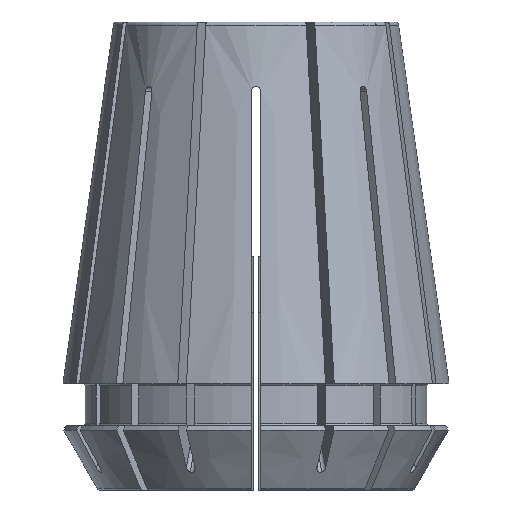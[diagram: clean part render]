
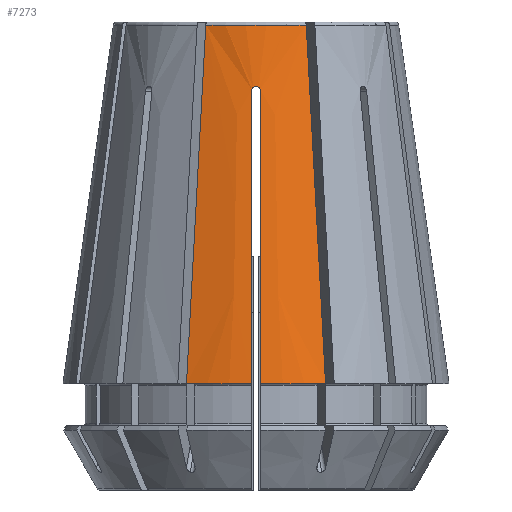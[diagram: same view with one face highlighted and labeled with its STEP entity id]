
A CAD part, front view. The second image highlights one B-rep face of the part: STEP entity #7273.
In plain terms, the highlighted conical face has half-angle 8 degrees and reference radius 16.5 mm.
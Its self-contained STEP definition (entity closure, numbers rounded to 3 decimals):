
#3023=CARTESIAN_POINT('',(-5.943,-15.393,9.1));
#3024=VERTEX_POINT('',#3023);
#3031=CARTESIAN_POINT('',(-4.294,-11.412,39.742));
#3032=VERTEX_POINT('',#3031);
#3033=CARTESIAN_POINT('',(-4.294,-11.412,39.742));
#3034=CARTESIAN_POINT('',(-4.674,-12.33,32.675));
#3035=CARTESIAN_POINT('',(-5.055,-13.248,25.609));
#3036=CARTESIAN_POINT('',(-5.435,-14.166,18.543));
#3037=CARTESIAN_POINT('',(-5.604,-14.575,15.395));
#3038=CARTESIAN_POINT('',(-5.774,-14.984,12.248));
#3039=CARTESIAN_POINT('',(-5.943,-15.393,9.1));
#3040=B_SPLINE_CURVE_WITH_KNOTS('',3,(#3033,#3034,#3035,#3036,#3037,#3038,#3039),.UNSPECIFIED.,.F.,.F.,(4,3,4),(0.,0.021,0.031),.UNSPECIFIED.);
#3041=EDGE_CURVE('',#3032,#3024,#3040,.T.);
#4355=CARTESIAN_POINT('',(-0.4,-16.495,9.1));
#4356=VERTEX_POINT('',#4355);
#4357=CARTESIAN_POINT('',(-0.,0.,9.1));
#4358=DIRECTION('',(-0.,0.,1.));
#4359=DIRECTION('',(1.,0.,0.));
#4360=AXIS2_PLACEMENT_3D('',#4357,#4358,#4359);
#4361=CIRCLE('',#4360,16.5);
#4362=EDGE_CURVE('',#3024,#4356,#4361,.T.);
#5240=CARTESIAN_POINT('',(4.294,-11.412,39.742));
#5241=VERTEX_POINT('',#5240);
#5242=CARTESIAN_POINT('',(-0.,0.,39.742));
#5243=DIRECTION('',(-0.,0.,1.));
#5244=DIRECTION('',(1.,0.,0.));
#5245=AXIS2_PLACEMENT_3D('',#5242,#5243,#5244);
#5246=CIRCLE('',#5245,12.194);
#5247=EDGE_CURVE('',#3032,#5241,#5246,.T.);
#7210=CARTESIAN_POINT('',(-0.,0.,9.1));
#7211=DIRECTION('',(0.,0.,-1.));
#7212=DIRECTION('',(-1.,0.,-0.));
#7213=AXIS2_PLACEMENT_3D('',#7210,#7211,#7212);
#7214=CONICAL_SURFACE('',#7213,16.5,8.);
#7215=ORIENTED_EDGE('',*,*,#5247,.F.);
#7216=ORIENTED_EDGE('',*,*,#3041,.T.);
#7217=ORIENTED_EDGE('',*,*,#4362,.T.);
#7218=CARTESIAN_POINT('',(-0.4,-12.98,34.1));
#7219=VERTEX_POINT('',#7218);
#7220=CARTESIAN_POINT('',(-0.4,-12.98,34.1));
#7221=CARTESIAN_POINT('',(-0.4,-13.108,33.192));
#7222=CARTESIAN_POINT('',(-0.4,-13.236,32.284));
#7223=CARTESIAN_POINT('',(-0.4,-13.363,31.376));
#7224=CARTESIAN_POINT('',(-0.4,-14.407,23.951));
#7225=CARTESIAN_POINT('',(-0.4,-15.451,16.525));
#7226=CARTESIAN_POINT('',(-0.4,-16.495,9.1));
#7227=B_SPLINE_CURVE_WITH_KNOTS('',3,(#7220,#7221,#7222,#7223,#7224,#7225,#7226),.UNSPECIFIED.,.F.,.F.,(4,3,4),(0.021,0.023,0.046),.UNSPECIFIED.);
#7228=EDGE_CURVE('',#7219,#4356,#7227,.T.);
#7229=ORIENTED_EDGE('',*,*,#7228,.F.);
#7230=CARTESIAN_POINT('',(0.4,-12.98,34.1));
#7231=VERTEX_POINT('',#7230);
#7232=CARTESIAN_POINT('',(-0.4,-12.98,34.1));
#7233=CARTESIAN_POINT('',(-0.4,-12.951,34.31));
#7234=CARTESIAN_POINT('',(-0.001,-12.91,34.69));
#7235=CARTESIAN_POINT('',(0.4,-12.951,34.31));
#7236=CARTESIAN_POINT('',(0.4,-12.98,34.1));
#7237=B_SPLINE_CURVE_WITH_KNOTS('',3,(#7232,#7233,#7234,#7235,#7236),.UNSPECIFIED.,.F.,.F.,(4,1,4),(0.,0.001,0.001),.UNSPECIFIED.);
#7238=EDGE_CURVE('',#7219,#7231,#7237,.T.);
#7239=ORIENTED_EDGE('',*,*,#7238,.T.);
#7240=CARTESIAN_POINT('',(0.4,-16.495,9.1));
#7241=VERTEX_POINT('',#7240);
#7242=CARTESIAN_POINT('',(0.4,-12.98,34.1));
#7243=CARTESIAN_POINT('',(0.4,-13.108,33.192));
#7244=CARTESIAN_POINT('',(0.4,-13.236,32.284));
#7245=CARTESIAN_POINT('',(0.4,-13.363,31.376));
#7246=CARTESIAN_POINT('',(0.4,-14.407,23.951));
#7247=CARTESIAN_POINT('',(0.4,-15.451,16.525));
#7248=CARTESIAN_POINT('',(0.4,-16.495,9.1));
#7249=B_SPLINE_CURVE_WITH_KNOTS('',3,(#7242,#7243,#7244,#7245,#7246,#7247,#7248),.UNSPECIFIED.,.F.,.F.,(4,3,4),(0.021,0.023,0.046),.UNSPECIFIED.);
#7250=EDGE_CURVE('',#7231,#7241,#7249,.T.);
#7251=ORIENTED_EDGE('',*,*,#7250,.T.);
#7252=CARTESIAN_POINT('',(5.943,-15.393,9.1));
#7253=VERTEX_POINT('',#7252);
#7254=CARTESIAN_POINT('',(-0.,0.,9.1));
#7255=DIRECTION('',(-0.,0.,1.));
#7256=DIRECTION('',(1.,0.,0.));
#7257=AXIS2_PLACEMENT_3D('',#7254,#7255,#7256);
#7258=CIRCLE('',#7257,16.5);
#7259=EDGE_CURVE('',#7241,#7253,#7258,.T.);
#7260=ORIENTED_EDGE('',*,*,#7259,.T.);
#7261=CARTESIAN_POINT('',(4.294,-11.412,39.742));
#7262=CARTESIAN_POINT('',(4.674,-12.33,32.675));
#7263=CARTESIAN_POINT('',(5.055,-13.248,25.609));
#7264=CARTESIAN_POINT('',(5.435,-14.166,18.543));
#7265=CARTESIAN_POINT('',(5.604,-14.575,15.395));
#7266=CARTESIAN_POINT('',(5.774,-14.984,12.248));
#7267=CARTESIAN_POINT('',(5.943,-15.393,9.1));
#7268=B_SPLINE_CURVE_WITH_KNOTS('',3,(#7261,#7262,#7263,#7264,#7265,#7266,#7267),.UNSPECIFIED.,.F.,.F.,(4,3,4),(0.,0.021,0.031),.UNSPECIFIED.);
#7269=EDGE_CURVE('',#5241,#7253,#7268,.T.);
#7270=ORIENTED_EDGE('',*,*,#7269,.F.);
#7271=EDGE_LOOP('',(#7215,#7216,#7217,#7229,#7239,#7251,#7260,#7270));
#7272=FACE_BOUND('',#7271,.T.);
#7273=ADVANCED_FACE('',(#7272),#7214,.T.);
